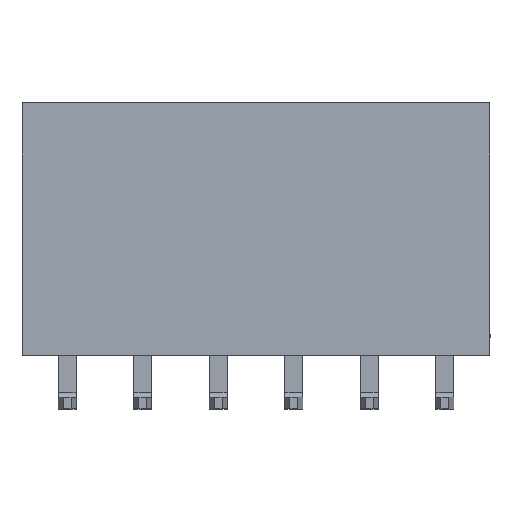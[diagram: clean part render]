
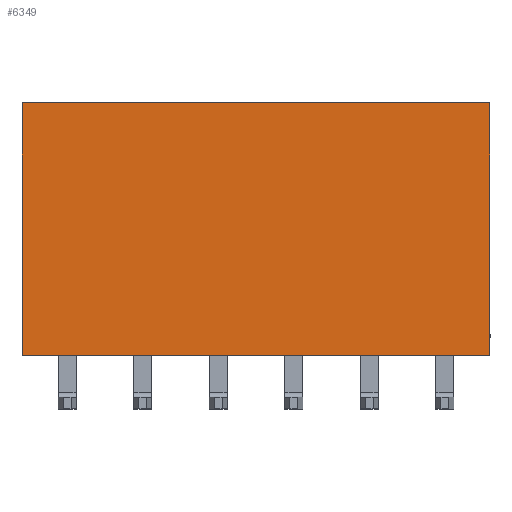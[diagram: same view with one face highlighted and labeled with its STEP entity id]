
A CAD part, top view. The second image highlights one B-rep face of the part: STEP entity #6349.
In plain terms, the highlighted planar face has unit normal (0, 0, 1).
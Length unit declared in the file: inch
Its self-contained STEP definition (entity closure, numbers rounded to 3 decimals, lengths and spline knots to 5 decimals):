
#390 = VECTOR ( 'NONE', #9778, 39.37008 ) ;
#493 = DIRECTION ( 'NONE',  ( 0., 0., 1. ) ) ;
#1418 = EDGE_CURVE ( 'NONE', #6448, #3847, #2469, .T. ) ;
#1539 = CARTESIAN_POINT ( 'NONE',  ( 0.61969, 0.33465, 0. ) ) ;
#1614 = CARTESIAN_POINT ( 'NONE',  ( -3.43239, -0.00669, 0. ) ) ;
#1865 = LINE ( 'NONE', #1975, #9949 ) ;
#1975 = CARTESIAN_POINT ( 'NONE',  ( -3.43239, 0., 0. ) ) ;
#2469 = LINE ( 'NONE', #5507, #8322 ) ;
#2694 = FACE_OUTER_BOUND ( 'NONE', #11457, .T. ) ;
#2723 = CARTESIAN_POINT ( 'NONE',  ( 0., -0.00669, 0. ) ) ;
#2968 = VERTEX_POINT ( 'NONE', #13629 ) ;
#3015 = LINE ( 'NONE', #3208, #390 ) ;
#3208 = CARTESIAN_POINT ( 'NONE',  ( 0.61969, 0., 0. ) ) ;
#3839 = DIRECTION ( 'NONE',  ( 0., 1., 0. ) ) ;
#3847 = VERTEX_POINT ( 'NONE', #1539 ) ;
#3864 = PLANE ( 'NONE',  #4996 ) ;
#4153 = EDGE_CURVE ( 'NONE', #2968, #7578, #1865, .T. ) ;
#4996 = AXIS2_PLACEMENT_3D ( 'NONE', #1614, #493, #6098 ) ;
#5085 = EDGE_CURVE ( 'NONE', #2968, #6448, #7907, .T. ) ;
#5131 = CARTESIAN_POINT ( 'NONE',  ( 0., 0.33465, 0. ) ) ;
#5507 = CARTESIAN_POINT ( 'NONE',  ( -3.43239, 0.33465, 0. ) ) ;
#5513 = ORIENTED_EDGE ( 'NONE', *, *, #5085, .F. ) ;
#5522 = DIRECTION ( 'NONE',  ( 1., 0., 0. ) ) ;
#6098 = DIRECTION ( 'NONE',  ( 1., 0., 0. ) ) ;
#6349 = ADVANCED_FACE ( 'NONE', ( #2694 ), #3864, .T. ) ;
#6381 = ORIENTED_EDGE ( 'NONE', *, *, #1418, .F. ) ;
#6394 = ORIENTED_EDGE ( 'NONE', *, *, #7212, .F. ) ;
#6448 = VERTEX_POINT ( 'NONE', #5131 ) ;
#7212 = EDGE_CURVE ( 'NONE', #3847, #7578, #3015, .T. ) ;
#7578 = VERTEX_POINT ( 'NONE', #8333 ) ;
#7907 = LINE ( 'NONE', #2723, #13703 ) ;
#8322 = VECTOR ( 'NONE', #5522, 39.37008 ) ;
#8333 = CARTESIAN_POINT ( 'NONE',  ( 0.61969, 0., 0. ) ) ;
#8577 = DIRECTION ( 'NONE',  ( 1., 0., 0. ) ) ;
#9778 = DIRECTION ( 'NONE',  ( 0., -1., 0. ) ) ;
#9949 = VECTOR ( 'NONE', #8577, 39.37008 ) ;
#10119 = ORIENTED_EDGE ( 'NONE', *, *, #4153, .T. ) ;
#11457 = EDGE_LOOP ( 'NONE', ( #6381, #5513, #10119, #6394 ) ) ;
#13629 = CARTESIAN_POINT ( 'NONE',  ( 0., 0., 0. ) ) ;
#13703 = VECTOR ( 'NONE', #3839, 39.37008 ) ;
